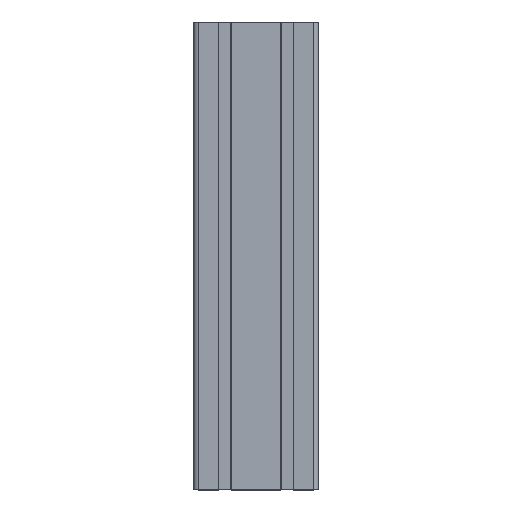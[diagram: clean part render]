
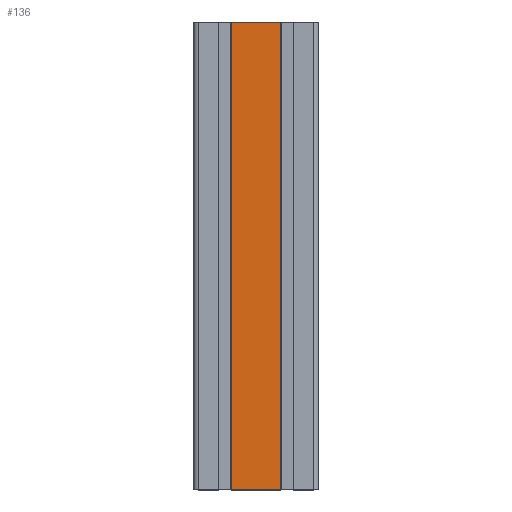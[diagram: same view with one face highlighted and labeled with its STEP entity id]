
A CAD part, top view. The second image highlights one B-rep face of the part: STEP entity #136.
In plain terms, the highlighted face is planar.
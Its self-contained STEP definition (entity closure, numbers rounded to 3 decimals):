
#136 = ADVANCED_FACE ( 'PLANAR_10', ( #1959 ), #1960, .T. ) ;
#442 = EDGE_CURVE ( 'NONE', #826, #803, #7060, .T. ) ;
#455 = EDGE_CURVE ( 'NONE', #821, #826, #7094, .T. ) ;
#459 = EDGE_CURVE ( 'NONE', #821, #773, #7130, .T. ) ;
#460 = EDGE_CURVE ( 'NONE', #773, #803, #7064, .T. ) ;
#773 = VERTEX_POINT ( 'NONE', #7764 ) ;
#803 = VERTEX_POINT ( 'NONE', #7728 ) ;
#821 = VERTEX_POINT ( 'NONE', #7771 ) ;
#826 = VERTEX_POINT ( 'NONE', #7776 ) ;
#1959 = FACE_OUTER_BOUND ( 'NONE', #2130, .T. ) ;
#1960 = PLANE ( 'NONE',  #2441 ) ;
#1962 = DIRECTION ( 'NONE',  ( 0., 1., 0. ) ) ;
#1963 = DIRECTION ( 'NONE',  ( 0., 0., 1. ) ) ;
#1965 = CARTESIAN_POINT ( 'NONE',  ( 15.9, 60., -300. ) ) ;
#2130 = EDGE_LOOP ( 'NONE', ( #6056, #6065, #6098, #6105 ) ) ;
#2441 = AXIS2_PLACEMENT_3D ( 'NONE', #1965, #1962, #1963 ) ;
#5438 = VECTOR ( 'NONE', #7128, 1000. ) ;
#5449 = VECTOR ( 'NONE', #7035, 1000. ) ;
#5459 = VECTOR ( 'NONE', #7154, 1000. ) ;
#5464 = VECTOR ( 'NONE', #7081, 1000. ) ;
#6056 = ORIENTED_EDGE ( 'NONE', *, *, #442, .F. ) ;
#6065 = ORIENTED_EDGE ( 'NONE', *, *, #455, .F. ) ;
#6098 = ORIENTED_EDGE ( 'NONE', *, *, #459, .T. ) ;
#6105 = ORIENTED_EDGE ( 'NONE', *, *, #460, .T. ) ;
#7019 = CARTESIAN_POINT ( 'NONE',  ( 15.9, 60., 0. ) ) ;
#7035 = DIRECTION ( 'NONE',  ( -1., 0., 0. ) ) ;
#7060 = LINE ( 'NONE', #7019, #5449 ) ;
#7064 = LINE ( 'NONE', #7134, #5459 ) ;
#7081 = DIRECTION ( 'NONE',  ( 0., 0., 1. ) ) ;
#7091 = CARTESIAN_POINT ( 'NONE',  ( 15.9, 60., -300. ) ) ;
#7094 = LINE ( 'NONE', #7091, #5464 ) ;
#7128 = DIRECTION ( 'NONE',  ( -1., 0., 0. ) ) ;
#7130 = LINE ( 'NONE', #7143, #5438 ) ;
#7134 = CARTESIAN_POINT ( 'NONE',  ( -15.9, 60., -300. ) ) ;
#7143 = CARTESIAN_POINT ( 'NONE',  ( 15.9, 60., -300. ) ) ;
#7154 = DIRECTION ( 'NONE',  ( 0., 0., 1. ) ) ;
#7728 = CARTESIAN_POINT ( 'NONE',  ( -15.9, 60., 0. ) ) ;
#7764 = CARTESIAN_POINT ( 'NONE',  ( -15.9, 60., -300. ) ) ;
#7771 = CARTESIAN_POINT ( 'NONE',  ( 15.9, 60., -300. ) ) ;
#7776 = CARTESIAN_POINT ( 'NONE',  ( 15.9, 60., 0. ) ) ;
